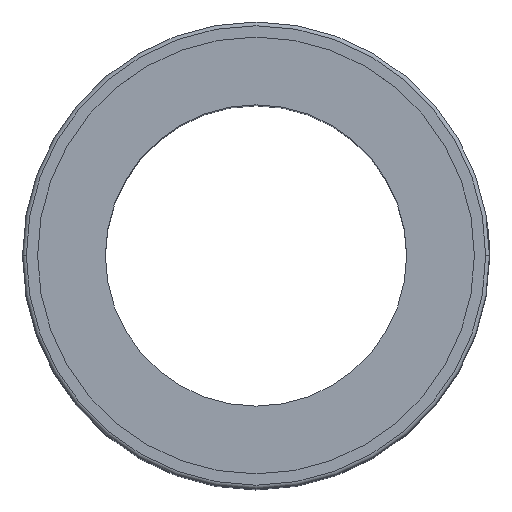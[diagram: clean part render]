
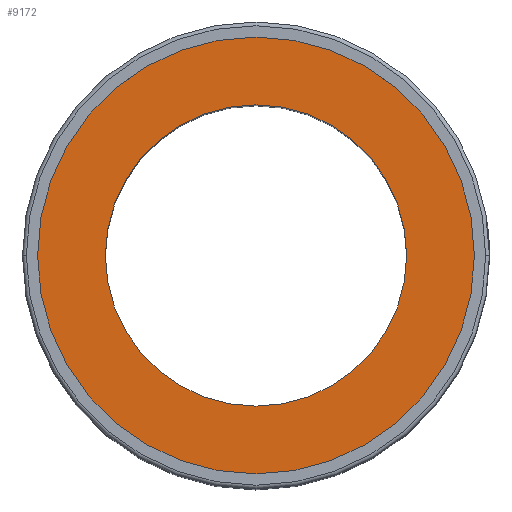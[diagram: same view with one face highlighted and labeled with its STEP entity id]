
A CAD part, top view. The second image highlights one B-rep face of the part: STEP entity #9172.
In plain terms, the highlighted planar face has unit normal (0, 0, 1).
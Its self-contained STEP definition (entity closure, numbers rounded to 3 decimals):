
#206 = DIRECTION ( 'NONE',  ( 1., 0., 0. ) ) ;
#602 = AXIS2_PLACEMENT_3D ( 'NONE', #14448, #13389, #4276 ) ;
#1840 = CARTESIAN_POINT ( 'NONE',  ( 20., 0., 39.3 ) ) ;
#2016 = CARTESIAN_POINT ( 'NONE',  ( 29., 0., 39.3 ) ) ;
#2404 = CIRCLE ( 'NONE', #6023, 20. ) ;
#2457 = EDGE_LOOP ( 'NONE', ( #6747, #10115 ) ) ;
#2541 = VERTEX_POINT ( 'NONE', #9285 ) ;
#2579 = CARTESIAN_POINT ( 'NONE',  ( 0., 0., 39.3 ) ) ;
#3026 = CARTESIAN_POINT ( 'NONE',  ( 0., 0., 39.3 ) ) ;
#3921 = DIRECTION ( 'NONE',  ( 0., 0., 1. ) ) ;
#4273 = VERTEX_POINT ( 'NONE', #6590 ) ;
#4276 = DIRECTION ( 'NONE',  ( 1., 0., 0. ) ) ;
#4674 = AXIS2_PLACEMENT_3D ( 'NONE', #3026, #3921, #7582 ) ;
#4941 = AXIS2_PLACEMENT_3D ( 'NONE', #2579, #7291, #7207 ) ;
#5439 = EDGE_CURVE ( 'NONE', #4273, #7883, #2404, .T. ) ;
#6023 = AXIS2_PLACEMENT_3D ( 'NONE', #7419, #13266, #14084 ) ;
#6104 = EDGE_CURVE ( 'NONE', #11495, #2541, #8462, .T. ) ;
#6324 = FACE_OUTER_BOUND ( 'NONE', #7212, .T. ) ;
#6590 = CARTESIAN_POINT ( 'NONE',  ( -20., 0., 39.3 ) ) ;
#6747 = ORIENTED_EDGE ( 'NONE', *, *, #5439, .F. ) ;
#6749 = AXIS2_PLACEMENT_3D ( 'NONE', #11456, #7349, #206 ) ;
#7207 = DIRECTION ( 'NONE',  ( 1., 0., 0. ) ) ;
#7212 = EDGE_LOOP ( 'NONE', ( #13553, #9128 ) ) ;
#7291 = DIRECTION ( 'NONE',  ( 0., 0., 1. ) ) ;
#7349 = DIRECTION ( 'NONE',  ( 0., 0., 1. ) ) ;
#7419 = CARTESIAN_POINT ( 'NONE',  ( 0., 0., 39.3 ) ) ;
#7582 = DIRECTION ( 'NONE',  ( 1., 0., 0. ) ) ;
#7860 = CIRCLE ( 'NONE', #4674, 29. ) ;
#7883 = VERTEX_POINT ( 'NONE', #1840 ) ;
#8462 = CIRCLE ( 'NONE', #6749, 29. ) ;
#9128 = ORIENTED_EDGE ( 'NONE', *, *, #12529, .T. ) ;
#9172 = ADVANCED_FACE ( 'NONE', ( #12405, #6324 ), #10957, .T. ) ;
#9285 = CARTESIAN_POINT ( 'NONE',  ( -29., 0., 39.3 ) ) ;
#10115 = ORIENTED_EDGE ( 'NONE', *, *, #14834, .F. ) ;
#10957 = PLANE ( 'NONE',  #602 ) ;
#11456 = CARTESIAN_POINT ( 'NONE',  ( 0., 0., 39.3 ) ) ;
#11495 = VERTEX_POINT ( 'NONE', #2016 ) ;
#12405 = FACE_BOUND ( 'NONE', #2457, .T. ) ;
#12529 = EDGE_CURVE ( 'NONE', #2541, #11495, #7860, .T. ) ;
#13266 = DIRECTION ( 'NONE',  ( 0., 0., 1. ) ) ;
#13389 = DIRECTION ( 'NONE',  ( 0., 0., 1. ) ) ;
#13553 = ORIENTED_EDGE ( 'NONE', *, *, #6104, .T. ) ;
#14084 = DIRECTION ( 'NONE',  ( 1., 0., 0. ) ) ;
#14171 = CIRCLE ( 'NONE', #4941, 20. ) ;
#14448 = CARTESIAN_POINT ( 'NONE',  ( 0., 0., 39.3 ) ) ;
#14834 = EDGE_CURVE ( 'NONE', #7883, #4273, #14171, .T. ) ;
